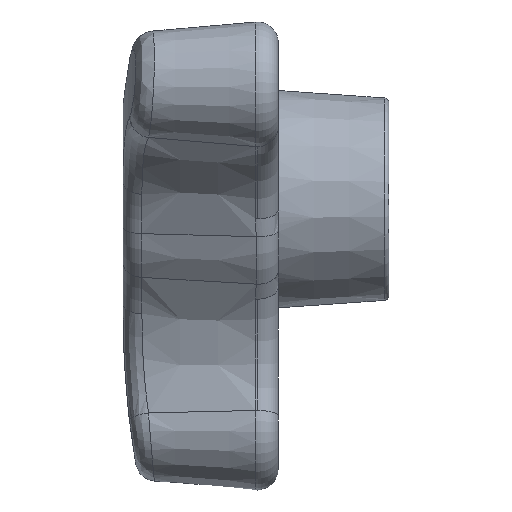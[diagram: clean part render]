
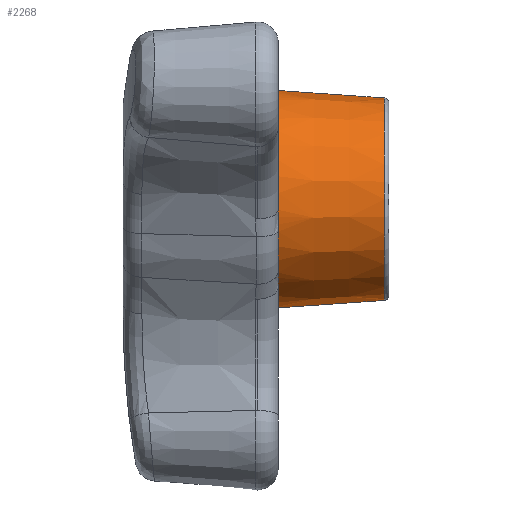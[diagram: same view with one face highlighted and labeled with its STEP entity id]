
A CAD part, left-side view. The second image highlights one B-rep face of the part: STEP entity #2268.
In plain terms, the highlighted conical face has half-angle 4 degrees and reference radius 10.5 mm.
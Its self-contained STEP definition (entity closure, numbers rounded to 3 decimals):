
#8 = EDGE_CURVE ( 'NONE', #2578, #3287, #3223, .T. ) ;
#124 = CARTESIAN_POINT ( 'NONE',  ( 0., -15., 10.5 ) ) ;
#174 = DIRECTION ( 'NONE',  ( 0., 0., 1. ) ) ;
#209 = DIRECTION ( 'NONE',  ( 0., -1., 0. ) ) ;
#234 = EDGE_CURVE ( 'NONE', #605, #2094, #2437, .T. ) ;
#246 = ORIENTED_EDGE ( 'NONE', *, *, #3606, .T. ) ;
#468 = DIRECTION ( 'NONE',  ( 0., 0., 1. ) ) ;
#556 = CIRCLE ( 'NONE', #1740, 9.784 ) ;
#605 = VERTEX_POINT ( 'NONE', #1307 ) ;
#727 = CARTESIAN_POINT ( 'NONE',  ( 0., -15., 0. ) ) ;
#847 = ORIENTED_EDGE ( 'NONE', *, *, #4217, .T. ) ;
#970 = CARTESIAN_POINT ( 'NONE',  ( -10.02, -15., -3.137 ) ) ;
#1074 = DIRECTION ( 'NONE',  ( 0., 1., 0. ) ) ;
#1194 = EDGE_CURVE ( 'NONE', #6555, #5818, #5643, .T. ) ;
#1285 = CARTESIAN_POINT ( 'NONE',  ( 0., -15., 0. ) ) ;
#1289 = FACE_OUTER_BOUND ( 'NONE', #4167, .T. ) ;
#1307 = CARTESIAN_POINT ( 'NONE',  ( -4.326, -15., 9.568 ) ) ;
#1322 = DIRECTION ( 'NONE',  ( 0., 0., 1. ) ) ;
#1343 = ORIENTED_EDGE ( 'NONE', *, *, #1194, .T. ) ;
#1385 = DIRECTION ( 'NONE',  ( 0., 0., 1. ) ) ;
#1485 = CIRCLE ( 'NONE', #6608, 10.5 ) ;
#1559 = ORIENTED_EDGE ( 'NONE', *, *, #6335, .F. ) ;
#1596 = AXIS2_PLACEMENT_3D ( 'NONE', #1285, #209, #3554 ) ;
#1740 = AXIS2_PLACEMENT_3D ( 'NONE', #2821, #1074, #2293 ) ;
#1767 = DIRECTION ( 'NONE',  ( 0., -1., 0. ) ) ;
#1821 = CARTESIAN_POINT ( 'NONE',  ( -7.727, -15., -7.109 ) ) ;
#2078 = CARTESIAN_POINT ( 'NONE',  ( 0., -15., -10.5 ) ) ;
#2085 = CIRCLE ( 'NONE', #3038, 10.5 ) ;
#2094 = VERTEX_POINT ( 'NONE', #5709 ) ;
#2216 = CIRCLE ( 'NONE', #6388, 10.5 ) ;
#2268 = ADVANCED_FACE ( 'NONE', ( #1289 ), #5653, .T. ) ;
#2280 = EDGE_CURVE ( 'NONE', #5818, #6106, #1485, .T. ) ;
#2293 = DIRECTION ( 'NONE',  ( 0., 0., 1. ) ) ;
#2301 = EDGE_CURVE ( 'NONE', #2094, #4365, #2085, .T. ) ;
#2327 = CARTESIAN_POINT ( 'NONE',  ( 0., -15., 0. ) ) ;
#2431 = DIRECTION ( 'NONE',  ( 0., -1., 0. ) ) ;
#2437 = CIRCLE ( 'NONE', #1596, 10.5 ) ;
#2448 = AXIS2_PLACEMENT_3D ( 'NONE', #727, #2478, #6942 ) ;
#2478 = DIRECTION ( 'NONE',  ( 0., 1., 0. ) ) ;
#2551 = LINE ( 'NONE', #3596, #6703 ) ;
#2578 = VERTEX_POINT ( 'NONE', #7341 ) ;
#2743 = ORIENTED_EDGE ( 'NONE', *, *, #2301, .T. ) ;
#2821 = CARTESIAN_POINT ( 'NONE',  ( 0., -25.235, 0. ) ) ;
#2883 = CARTESIAN_POINT ( 'NONE',  ( -2.293, -15., 10.246 ) ) ;
#2899 = EDGE_CURVE ( 'NONE', #4830, #2578, #5421, .T. ) ;
#2907 = VECTOR ( 'NONE', #3444, 1000. ) ;
#2957 = CARTESIAN_POINT ( 'NONE',  ( 0., -15., 0. ) ) ;
#3038 = AXIS2_PLACEMENT_3D ( 'NONE', #5268, #5231, #174 ) ;
#3201 = ORIENTED_EDGE ( 'NONE', *, *, #8, .T. ) ;
#3223 = CIRCLE ( 'NONE', #7149, 10.5 ) ;
#3287 = VERTEX_POINT ( 'NONE', #2078 ) ;
#3301 = ORIENTED_EDGE ( 'NONE', *, *, #6522, .T. ) ;
#3420 = CARTESIAN_POINT ( 'NONE',  ( 0., -15., 0. ) ) ;
#3444 = DIRECTION ( 'NONE',  ( 0., 0.998, 0.07 ) ) ;
#3554 = DIRECTION ( 'NONE',  ( 0., 0., 1. ) ) ;
#3596 = CARTESIAN_POINT ( 'NONE',  ( 0., -15., -10.5 ) ) ;
#3606 = EDGE_CURVE ( 'NONE', #3932, #6555, #556, .T. ) ;
#3617 = CARTESIAN_POINT ( 'NONE',  ( 0., -15., 0. ) ) ;
#3806 = CARTESIAN_POINT ( 'NONE',  ( 0., -15., 0. ) ) ;
#3932 = VERTEX_POINT ( 'NONE', #5031 ) ;
#4167 = EDGE_LOOP ( 'NONE', ( #246, #1343, #6819, #847, #4308, #2743, #3301, #4465, #3201, #1559 ) ) ;
#4217 = EDGE_CURVE ( 'NONE', #6106, #605, #2216, .T. ) ;
#4229 = AXIS2_PLACEMENT_3D ( 'NONE', #3420, #5098, #5658 ) ;
#4308 = ORIENTED_EDGE ( 'NONE', *, *, #234, .T. ) ;
#4365 = VERTEX_POINT ( 'NONE', #970 ) ;
#4465 = ORIENTED_EDGE ( 'NONE', *, *, #2899, .T. ) ;
#4830 = VERTEX_POINT ( 'NONE', #1821 ) ;
#4999 = CARTESIAN_POINT ( 'NONE',  ( 0., -25.235, 9.784 ) ) ;
#5031 = CARTESIAN_POINT ( 'NONE',  ( 0., -25.235, -9.784 ) ) ;
#5098 = DIRECTION ( 'NONE',  ( 0., -1., 0. ) ) ;
#5231 = DIRECTION ( 'NONE',  ( 0., -1., 0. ) ) ;
#5268 = CARTESIAN_POINT ( 'NONE',  ( 0., -15., 0. ) ) ;
#5421 = CIRCLE ( 'NONE', #4229, 10.5 ) ;
#5544 = DIRECTION ( 'NONE',  ( 0., 0., 1. ) ) ;
#5564 = DIRECTION ( 'NONE',  ( 0., -1., 0. ) ) ;
#5643 = LINE ( 'NONE', #7354, #2907 ) ;
#5653 = CONICAL_SURFACE ( 'NONE', #2448, 10.5, 0.07 ) ;
#5658 = DIRECTION ( 'NONE',  ( 0., 0., 1. ) ) ;
#5709 = CARTESIAN_POINT ( 'NONE',  ( -10.449, -15., -1.038 ) ) ;
#5818 = VERTEX_POINT ( 'NONE', #124 ) ;
#5870 = AXIS2_PLACEMENT_3D ( 'NONE', #3806, #5564, #468 ) ;
#6106 = VERTEX_POINT ( 'NONE', #2883 ) ;
#6335 = EDGE_CURVE ( 'NONE', #3932, #3287, #2551, .T. ) ;
#6388 = AXIS2_PLACEMENT_3D ( 'NONE', #3617, #2431, #1385 ) ;
#6422 = DIRECTION ( 'NONE',  ( 0., -1., 0. ) ) ;
#6522 = EDGE_CURVE ( 'NONE', #4365, #4830, #7174, .T. ) ;
#6555 = VERTEX_POINT ( 'NONE', #4999 ) ;
#6608 = AXIS2_PLACEMENT_3D ( 'NONE', #2957, #6422, #1322 ) ;
#6703 = VECTOR ( 'NONE', #6986, 1000. ) ;
#6819 = ORIENTED_EDGE ( 'NONE', *, *, #2280, .T. ) ;
#6942 = DIRECTION ( 'NONE',  ( 0., 0., -1. ) ) ;
#6986 = DIRECTION ( 'NONE',  ( 0., 0.998, -0.07 ) ) ;
#7149 = AXIS2_PLACEMENT_3D ( 'NONE', #2327, #1767, #5544 ) ;
#7174 = CIRCLE ( 'NONE', #5870, 10.5 ) ;
#7341 = CARTESIAN_POINT ( 'NONE',  ( -6.123, -15., -8.53 ) ) ;
#7354 = CARTESIAN_POINT ( 'NONE',  ( 0., -15., 10.5 ) ) ;
